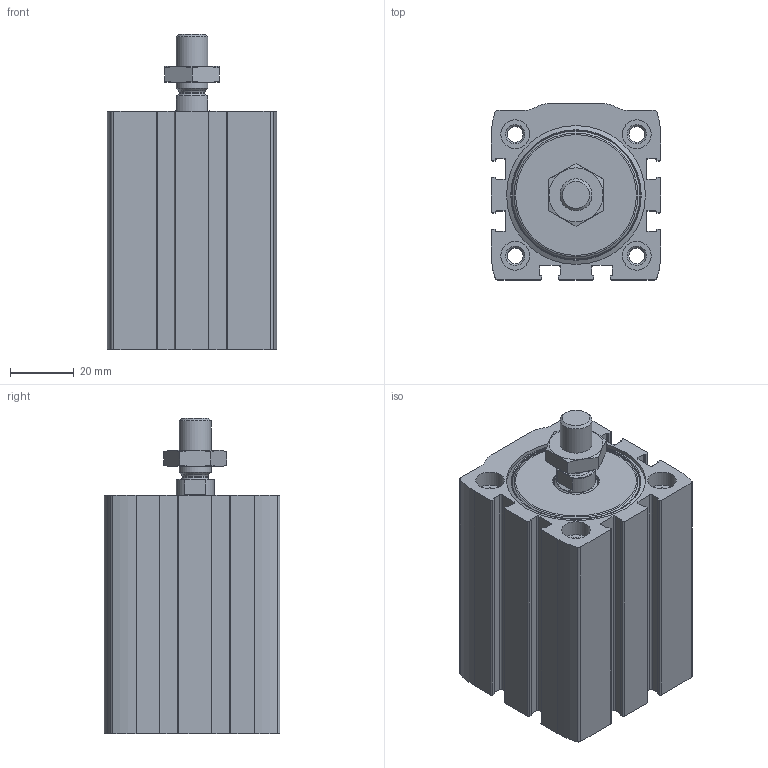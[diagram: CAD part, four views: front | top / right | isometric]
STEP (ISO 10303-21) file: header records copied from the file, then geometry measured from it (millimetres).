
FILE_DESCRIPTION(/* description */ ('STEP AP214'),/* implementation_level */ '2;1');
FILE_NAME(/* name */ '8142894_ADN-S-40-45-A-P-A-F1A',/* time_stamp */ '2024-08-01T19:26:42+02:00',/* author */ ('License CC BY-ND 4.0'),/* organization */ ('CADENAS'),/* preprocessor_version */ 'ST-DEVELOPER v19.3',/* originating_system */ 'PARTsolutions',/* authorisation */ ' ');
FILE_SCHEMA (('AUTOMOTIVE_DESIGN {1 0 10303 214 3 1 1}'));
Length unit declared in the file: millimetre
Products named in the file (4): 8142894 ADN-S-40-45-A-P-A-F1A---(0_high); 8084713 ADN-S-40-45-A-P-A---(high_H); 8084713 ADN-S-40-45-A-P-A---(high_P); DIN-439-B - M10x1.25(F)
Assembly tree (3 placements, depth 2):
  8142894 ADN-S-40-45-A-P-A-F1A---(0_high)
    8084713 ADN-S-40-45-A-P-A---(high_H)
    8084713 ADN-S-40-45-A-P-A---(high_P)
    DIN-439-B - M10x1.25(F)
Bounding box: 53 x 55 x 98.5 mm (x, y, z)
Volume: 142473.4 mm3; surface area: 47969 mm2
Topology: 3 solids, 3 shells, 215 faces, 527 edges, 343 vertices
Faces by surface type: plane 95, cylinder 91, cone 23, torus 6
Full cylindrical faces by diameter (mm): 4.134 x2, 4.917 x8, 5.2 x4, 8.1 x1, 8.647 x1, 9 x8, 10 x1, 12 x2, 14.1 x1, 40 x2, 43.4 x1
Entity records: 6207 total; most frequent: DIRECTION 1102, CARTESIAN_POINT 1085, ORIENTED_EDGE 932, EDGE_CURVE 466, AXIS2_PLACEMENT_3D 433, VERTEX_POINT 340, EDGE_LOOP 308, FACE_BOUND 308
